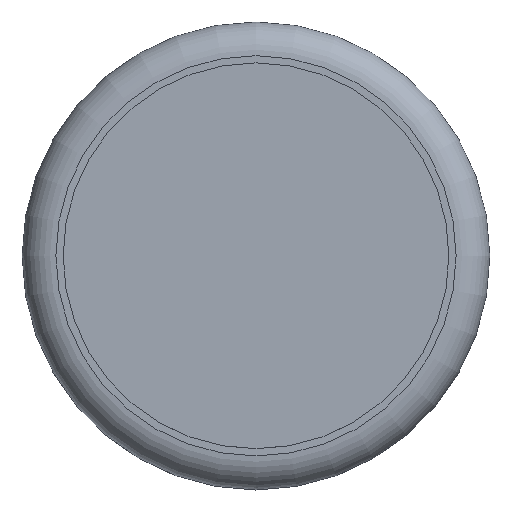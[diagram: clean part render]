
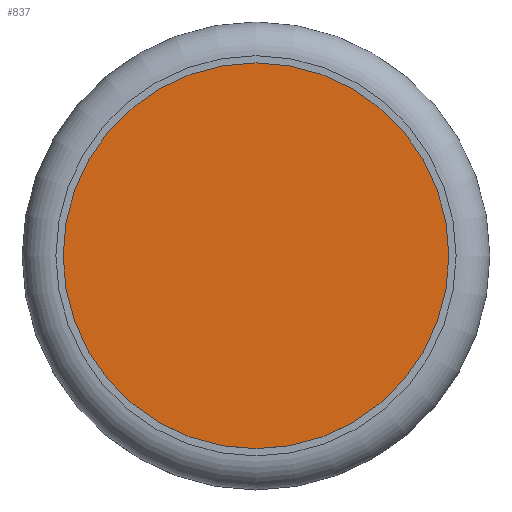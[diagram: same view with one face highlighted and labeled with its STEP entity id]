
A CAD part, top view. The second image highlights one B-rep face of the part: STEP entity #837.
In plain terms, the highlighted planar face has unit normal (0, 0, 1).
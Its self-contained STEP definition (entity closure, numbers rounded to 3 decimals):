
#752 = VERTEX_POINT('',#753);
#753 = CARTESIAN_POINT('',(4.,0.,0.3));
#760 = CYLINDRICAL_SURFACE('',#761,4.);
#761 = AXIS2_PLACEMENT_3D('',#762,#763,#764);
#762 = CARTESIAN_POINT('',(0.,0.,0.));
#763 = DIRECTION('',(-0.,-0.,-1.));
#764 = DIRECTION('',(1.,0.,-0.));
#779 = EDGE_CURVE('',#752,#752,#780,.T.);
#780 = SURFACE_CURVE('',#781,(#786,#793),.PCURVE_S1.);
#781 = CIRCLE('',#782,4.);
#782 = AXIS2_PLACEMENT_3D('',#783,#784,#785);
#783 = CARTESIAN_POINT('',(0.,0.,0.3));
#784 = DIRECTION('',(0.,0.,1.));
#785 = DIRECTION('',(1.,0.,-0.));
#786 = PCURVE('',#760,#787);
#787 = DEFINITIONAL_REPRESENTATION('',(#788),#792);
#788 = LINE('',#789,#790);
#789 = CARTESIAN_POINT('',(-0.,-0.3));
#790 = VECTOR('',#791,1.);
#791 = DIRECTION('',(-1.,0.));
#792 = ( GEOMETRIC_REPRESENTATION_CONTEXT(2) 
PARAMETRIC_REPRESENTATION_CONTEXT() REPRESENTATION_CONTEXT('2D SPACE',''
  ) );
#793 = PCURVE('',#794,#799);
#794 = PLANE('',#795);
#795 = AXIS2_PLACEMENT_3D('',#796,#797,#798);
#796 = CARTESIAN_POINT('',(0.,0.,0.3));
#797 = DIRECTION('',(0.,0.,1.));
#798 = DIRECTION('',(1.,0.,-0.));
#799 = DEFINITIONAL_REPRESENTATION('',(#800),#804);
#800 = CIRCLE('',#801,4.);
#801 = AXIS2_PLACEMENT_2D('',#802,#803);
#802 = CARTESIAN_POINT('',(0.,0.));
#803 = DIRECTION('',(1.,0.));
#804 = ( GEOMETRIC_REPRESENTATION_CONTEXT(2) 
PARAMETRIC_REPRESENTATION_CONTEXT() REPRESENTATION_CONTEXT('2D SPACE',''
  ) );
#837 = ADVANCED_FACE('',(#838),#794,.T.);
#838 = FACE_BOUND('',#839,.F.);
#839 = EDGE_LOOP('',(#840));
#840 = ORIENTED_EDGE('',*,*,#779,.F.);
